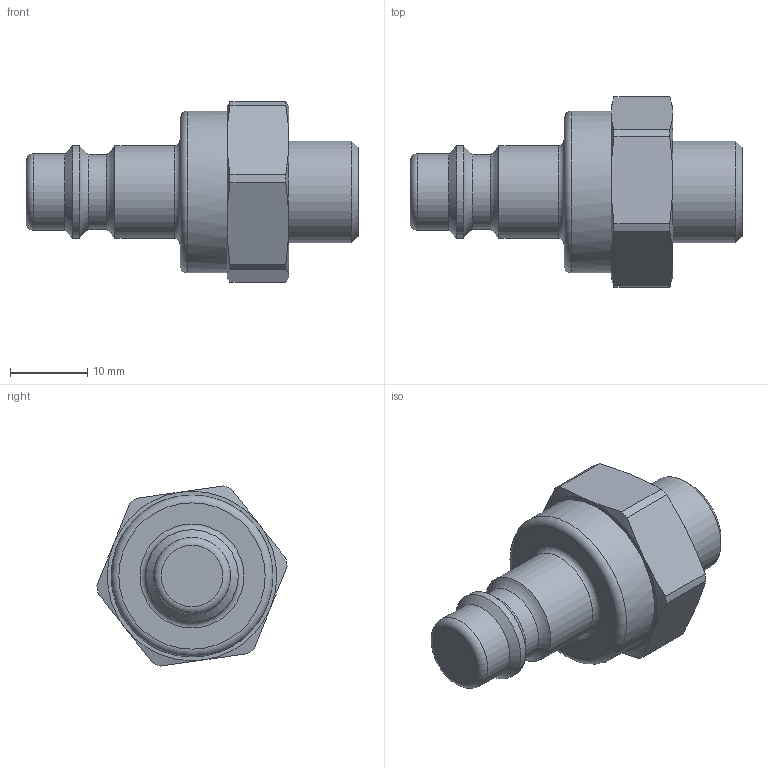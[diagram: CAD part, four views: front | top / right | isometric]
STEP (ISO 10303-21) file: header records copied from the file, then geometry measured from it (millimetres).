
FILE_DESCRIPTION((''),'2;1');
FILE_NAME('25sbiw13mpx.stp','2014-07-11T16:08:37',('AS035480'),(''),'Autodesk Inventor 2013','Autodesk Inventor 2013','');
FILE_SCHEMA(('AUTOMOTIVE_DESIGN { 1 0 10303 214 1 1 1 1 }'));
Length unit declared in the file: millimetre
Products named in the file (1): D111025
Bounding box: 43.1 x 24.68 x 23.4 mm (x, y, z)
Volume: 7670.5 mm3; surface area: 4219.1 mm2
Topology: 1 solids, 3 shells, 58 faces, 120 edges, 73 vertices
Faces by surface type: cone 19, cylinder 17, plane 17, torus 5
Full cylindrical faces by diameter (mm): 9.656 x1, 9.75 x1, 10 x1, 12 x2, 13.157 x1, 14.45 x1, 16.5 x1, 17 x2, 21 x1
Entity records: 1442 total; most frequent: CARTESIAN_POINT 267, DIRECTION 242, ORIENTED_EDGE 184, AXIS2_PLACEMENT_3D 115, EDGE_CURVE 92, EDGE_LOOP 90, VERTEX_POINT 68, FACE_OUTER_BOUND 58
